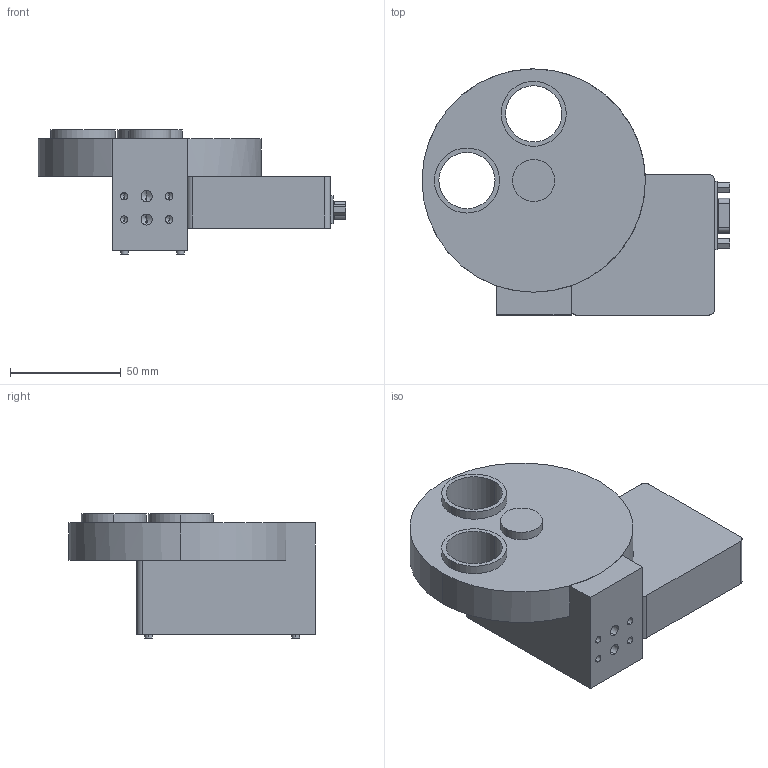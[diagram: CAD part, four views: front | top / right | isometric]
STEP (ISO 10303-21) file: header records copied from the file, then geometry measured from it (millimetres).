
FILE_DESCRIPTION (( 'STEP AP203' ), '1' );
FILE_NAME ('Web Model 88171_Default.step', '2018-02-22T21:33:43', ( '' ), ( '' ), 'SwSTEP 2.0', 'SolidWorks 2016', '' );
FILE_SCHEMA (( 'CONFIG_CONTROL_DESIGN' ));
Length unit declared in the file: millimetre
Products named in the file (1): Web Model 88171_Default
Bounding box: 139.22 x 111.25 x 56.13 mm (x, y, z)
Volume: 310646.7 mm3; surface area: 51707.8 mm2
Topology: 2 solids, 2 shells, 138 faces, 344 edges, 216 vertices
Faces by surface type: plane 62, cylinder 60, cone 12, torus 4
Entity records: 4121 total; most frequent: DIRECTION 740, CARTESIAN_POINT 687, ORIENTED_EDGE 664, EDGE_CURVE 332, AXIS2_PLACEMENT_3D 269, VERTEX_POINT 216, VECTOR 202, LINE 202
